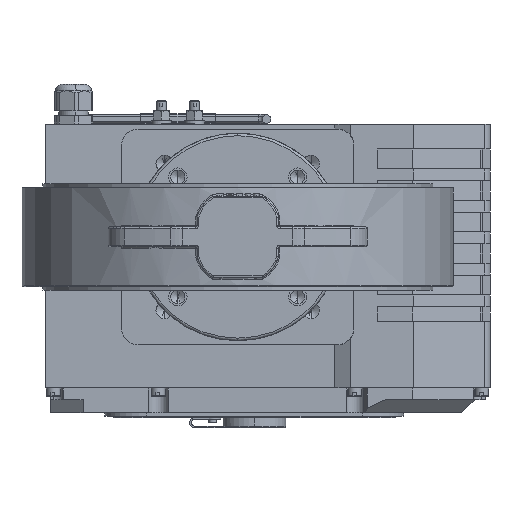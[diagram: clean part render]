
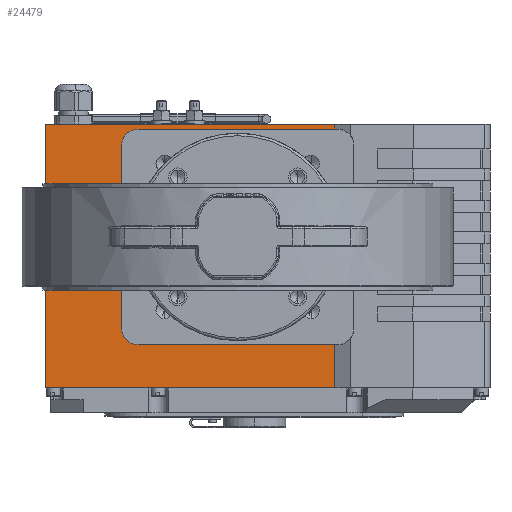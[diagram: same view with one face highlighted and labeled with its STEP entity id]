
A CAD part, front view. The second image highlights one B-rep face of the part: STEP entity #24479.
In plain terms, the highlighted planar face has unit normal (0, -1, 0).
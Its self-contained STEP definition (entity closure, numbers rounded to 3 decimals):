
#64 = CARTESIAN_POINT ( 'NONE',  ( -143.399, 210.663, -31.013 ) ) ;
#243 = CIRCLE ( 'NONE', #7285, 10. ) ;
#1226 = CARTESIAN_POINT ( 'NONE',  ( -87.399, 210.663, 84.987 ) ) ;
#1785 = CIRCLE ( 'NONE', #16813, 10. ) ;
#2262 = ORIENTED_EDGE ( 'NONE', *, *, #27970, .F. ) ;
#2491 = CARTESIAN_POINT ( 'NONE',  ( -87.399, 210.663, 84.987 ) ) ;
#3708 = EDGE_CURVE ( 'NONE', #30253, #28918, #1785, .T. ) ;
#3715 = ORIENTED_EDGE ( 'NONE', *, *, #31068, .F. ) ;
#4719 = DIRECTION ( 'NONE',  ( 1., 0., 0. ) ) ;
#5541 = CARTESIAN_POINT ( 'NONE',  ( 31.075, 210.663, -31.013 ) ) ;
#5921 = AXIS2_PLACEMENT_3D ( 'NONE', #12161, #21846, #17635 ) ;
#6792 = CARTESIAN_POINT ( 'NONE',  ( -87.399, 210.663, -45.013 ) ) ;
#6916 = DIRECTION ( 'NONE',  ( 1., 0., 0. ) ) ;
#7285 = AXIS2_PLACEMENT_3D ( 'NONE', #15125, #20989, #30368 ) ;
#7866 = VECTOR ( 'NONE', #26766, 1000. ) ;
#8038 = DIRECTION ( 'NONE',  ( -1., 0., 0. ) ) ;
#8344 = ORIENTED_EDGE ( 'NONE', *, *, #8475, .F. ) ;
#8475 = EDGE_CURVE ( 'NONE', #12384, #40400, #30391, .T. ) ;
#8869 = CARTESIAN_POINT ( 'NONE',  ( -87.399, 210.663, -45.013 ) ) ;
#9326 = EDGE_CURVE ( 'NONE', #21626, #30253, #15784, .T. ) ;
#9605 = ORIENTED_EDGE ( 'NONE', *, *, #37517, .F. ) ;
#10411 = ORIENTED_EDGE ( 'NONE', *, *, #17946, .F. ) ;
#10626 = EDGE_LOOP ( 'NONE', ( #3715, #15512, #16232, #16231, #10411, #2262, #8344, #19960, #21819, #9605 ) ) ;
#10810 = LINE ( 'NONE', #10905, #17679 ) ;
#10867 = VECTOR ( 'NONE', #19601, 1000. ) ;
#10905 = CARTESIAN_POINT ( 'NONE',  ( -143.399, 210.663, 87.987 ) ) ;
#12100 = LINE ( 'NONE', #6792, #30124 ) ;
#12161 = CARTESIAN_POINT ( 'NONE',  ( 31.075, 210.663, -31.013 ) ) ;
#12384 = VERTEX_POINT ( 'NONE', #25066 ) ;
#13585 = EDGE_CURVE ( 'NONE', #28918, #19488, #12100, .T. ) ;
#13752 = CARTESIAN_POINT ( 'NONE',  ( 31.075, 210.663, 233.902 ) ) ;
#14637 = CARTESIAN_POINT ( 'NONE',  ( -97.399, 210.663, -35.013 ) ) ;
#15125 = CARTESIAN_POINT ( 'NONE',  ( -87.399, 210.663, 74.987 ) ) ;
#15512 = ORIENTED_EDGE ( 'NONE', *, *, #13585, .F. ) ;
#15784 = LINE ( 'NONE', #22443, #10867 ) ;
#16142 = VECTOR ( 'NONE', #37484, 1000. ) ;
#16231 = ORIENTED_EDGE ( 'NONE', *, *, #9326, .F. ) ;
#16232 = ORIENTED_EDGE ( 'NONE', *, *, #3708, .F. ) ;
#16499 = DIRECTION ( 'NONE',  ( 0., 0., -1. ) ) ;
#16813 = AXIS2_PLACEMENT_3D ( 'NONE', #38381, #34992, #19219 ) ;
#17572 = LINE ( 'NONE', #17753, #32180 ) ;
#17635 = DIRECTION ( 'NONE',  ( 1., 0., 0. ) ) ;
#17679 = VECTOR ( 'NONE', #4719, 1000. ) ;
#17753 = CARTESIAN_POINT ( 'NONE',  ( 31.075, 210.663, -71.013 ) ) ;
#17926 = VECTOR ( 'NONE', #18150, 1000. ) ;
#17946 = EDGE_CURVE ( 'NONE', #21197, #21626, #243, .T. ) ;
#18150 = DIRECTION ( 'NONE',  ( 0., 0., -1. ) ) ;
#18570 = LINE ( 'NONE', #64, #16142 ) ;
#18738 = CARTESIAN_POINT ( 'NONE',  ( 31.075, 210.663, -71.013 ) ) ;
#19219 = DIRECTION ( 'NONE',  ( -1., 0., 0. ) ) ;
#19488 = VERTEX_POINT ( 'NONE', #32106 ) ;
#19572 = VERTEX_POINT ( 'NONE', #32637 ) ;
#19601 = DIRECTION ( 'NONE',  ( 0., 0., -1. ) ) ;
#19960 = ORIENTED_EDGE ( 'NONE', *, *, #35107, .F. ) ;
#20989 = DIRECTION ( 'NONE',  ( 0., -1., 0. ) ) ;
#21044 = CARTESIAN_POINT ( 'NONE',  ( -143.399, 210.663, -71.013 ) ) ;
#21197 = VERTEX_POINT ( 'NONE', #2491 ) ;
#21448 = PLANE ( 'NONE',  #5921 ) ;
#21626 = VERTEX_POINT ( 'NONE', #36168 ) ;
#21819 = ORIENTED_EDGE ( 'NONE', *, *, #22462, .T. ) ;
#21846 = DIRECTION ( 'NONE',  ( 0., -1., 0. ) ) ;
#22443 = CARTESIAN_POINT ( 'NONE',  ( -97.399, 210.663, 74.987 ) ) ;
#22462 = EDGE_CURVE ( 'NONE', #19572, #33170, #18570, .T. ) ;
#23150 = FACE_OUTER_BOUND ( 'NONE', #10626, .T. ) ;
#24479 = ADVANCED_FACE ( 'NONE', ( #23150 ), #21448, .T. ) ;
#25066 = CARTESIAN_POINT ( 'NONE',  ( 31.075, 210.663, 87.987 ) ) ;
#26766 = DIRECTION ( 'NONE',  ( -1., 0., 0. ) ) ;
#27970 = EDGE_CURVE ( 'NONE', #40400, #21197, #30818, .T. ) ;
#28918 = VERTEX_POINT ( 'NONE', #8869 ) ;
#29872 = VECTOR ( 'NONE', #16499, 1000. ) ;
#30124 = VECTOR ( 'NONE', #6916, 1000. ) ;
#30253 = VERTEX_POINT ( 'NONE', #14637 ) ;
#30368 = DIRECTION ( 'NONE',  ( 1., 0., 0. ) ) ;
#30391 = LINE ( 'NONE', #13752, #29872 ) ;
#30818 = LINE ( 'NONE', #1226, #7866 ) ;
#31068 = EDGE_CURVE ( 'NONE', #19488, #37116, #33529, .T. ) ;
#32106 = CARTESIAN_POINT ( 'NONE',  ( 31.075, 210.663, -45.013 ) ) ;
#32180 = VECTOR ( 'NONE', #8038, 1000. ) ;
#32637 = CARTESIAN_POINT ( 'NONE',  ( -143.399, 210.663, 87.987 ) ) ;
#33170 = VERTEX_POINT ( 'NONE', #21044 ) ;
#33529 = LINE ( 'NONE', #5541, #17926 ) ;
#34830 = CARTESIAN_POINT ( 'NONE',  ( 31.075, 210.663, 84.987 ) ) ;
#34992 = DIRECTION ( 'NONE',  ( 0., -1., 0. ) ) ;
#35107 = EDGE_CURVE ( 'NONE', #19572, #12384, #10810, .T. ) ;
#36168 = CARTESIAN_POINT ( 'NONE',  ( -97.399, 210.663, 74.987 ) ) ;
#37116 = VERTEX_POINT ( 'NONE', #18738 ) ;
#37484 = DIRECTION ( 'NONE',  ( 0., 0., -1. ) ) ;
#37517 = EDGE_CURVE ( 'NONE', #37116, #33170, #17572, .T. ) ;
#38381 = CARTESIAN_POINT ( 'NONE',  ( -87.399, 210.663, -35.013 ) ) ;
#40400 = VERTEX_POINT ( 'NONE', #34830 ) ;
